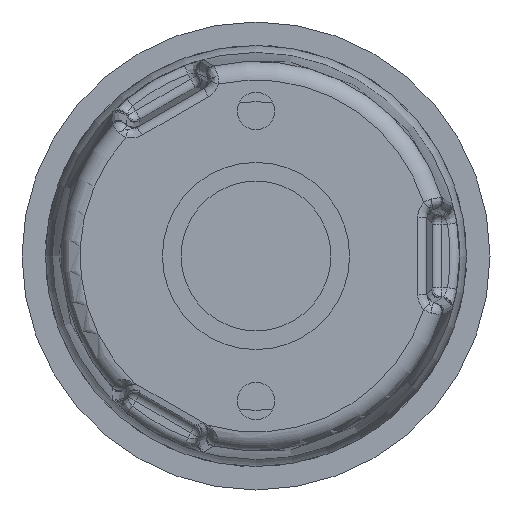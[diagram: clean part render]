
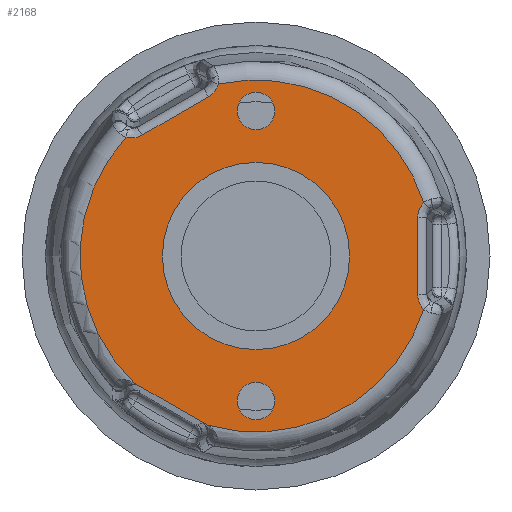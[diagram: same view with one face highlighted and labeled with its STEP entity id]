
A CAD part, front view. The second image highlights one B-rep face of the part: STEP entity #2168.
In plain terms, the highlighted planar face has unit normal (0, -1, 0).
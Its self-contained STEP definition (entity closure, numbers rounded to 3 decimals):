
#121=LINE('',#6166,#180);
#126=LINE('',#13433,#185);
#140=LINE('',#17692,#199);
#180=VECTOR('',#2543,8.233);
#185=VECTOR('',#2564,8.233);
#199=VECTOR('',#2644,9.056);
#242=B_SPLINE_CURVE_WITH_KNOTS('',3,(#6209,#6210,#6211,#6212,#6213,#6214,
#6215),.UNSPECIFIED.,.F.,.F.,(4,1,1,1,4),(0.,0.025,0.05,
0.1,0.175),.UNSPECIFIED.);
#247=B_SPLINE_CURVE_WITH_KNOTS('',3,(#10122,#10123,#10124,#10125,#10126,
#10127,#10128),.UNSPECIFIED.,.F.,.F.,(4,1,1,1,4),(0.,0.1,
0.125,0.15,0.175),.UNSPECIFIED.);
#258=B_SPLINE_CURVE_WITH_KNOTS('',3,(#13470,#13471,#13472,#13473,#13474,
#13475),.UNSPECIFIED.,.F.,.F.,(4,1,1,4),(0.,0.025,0.075,
0.175),.UNSPECIFIED.);
#263=B_SPLINE_CURVE_WITH_KNOTS('',3,(#17074,#17075,#17076,#17077,#17078,
#17079,#17080),.UNSPECIFIED.,.F.,.F.,(4,1,1,1,4),(0.,0.075,
0.125,0.15,0.175),.UNSPECIFIED.);
#387=PLANE('',#2384);
#427=FACE_BOUND('',#745,.T.);
#428=FACE_BOUND('',#746,.T.);
#429=FACE_BOUND('',#747,.T.);
#575=FACE_OUTER_BOUND('',#744,.T.);
#744=EDGE_LOOP('',(#1895,#1896,#1897,#1898,#1899,#1900,#1901,#1902,#1903,
#1904));
#745=EDGE_LOOP('',(#1905));
#746=EDGE_LOOP('',(#1906));
#747=EDGE_LOOP('',(#1907));
#844=CIRCLE('',#2232,10.);
#851=CIRCLE('',#2244,2.);
#853=CIRCLE('',#2247,2.);
#927=CIRCLE('',#2377,18.803);
#928=CIRCLE('',#2379,18.803);
#931=CIRCLE('',#2383,18.803);
#979=VERTEX_POINT('',#3095);
#986=VERTEX_POINT('',#3114);
#988=VERTEX_POINT('',#3119);
#989=VERTEX_POINT('',#5141);
#993=VERTEX_POINT('',#6159);
#996=VERTEX_POINT('',#6164);
#998=VERTEX_POINT('',#8972);
#1009=VERTEX_POINT('',#12366);
#1013=VERTEX_POINT('',#13426);
#1016=VERTEX_POINT('',#13431);
#1018=VERTEX_POINT('',#16012);
#1057=VERTEX_POINT('',#17686);
#1058=VERTEX_POINT('',#17691);
#1169=EDGE_CURVE('',#979,#979,#844,.T.);
#1176=EDGE_CURVE('',#986,#986,#851,.T.);
#1178=EDGE_CURVE('',#988,#988,#853,.T.);
#1186=EDGE_CURVE('',#996,#993,#121,.T.);
#1188=EDGE_CURVE('',#989,#996,#242,.T.);
#1194=EDGE_CURVE('',#993,#998,#247,.T.);
#1213=EDGE_CURVE('',#1016,#1013,#126,.T.);
#1215=EDGE_CURVE('',#1009,#1016,#258,.T.);
#1221=EDGE_CURVE('',#1013,#1018,#263,.T.);
#1282=EDGE_CURVE('',#1058,#1057,#140,.T.);
#1401=EDGE_CURVE('',#1018,#989,#927,.T.);
#1402=EDGE_CURVE('',#998,#1057,#928,.T.);
#1405=EDGE_CURVE('',#1058,#1009,#931,.T.);
#1895=ORIENTED_EDGE('',*,*,#1188,.F.);
#1896=ORIENTED_EDGE('',*,*,#1401,.F.);
#1897=ORIENTED_EDGE('',*,*,#1221,.F.);
#1898=ORIENTED_EDGE('',*,*,#1213,.F.);
#1899=ORIENTED_EDGE('',*,*,#1215,.F.);
#1900=ORIENTED_EDGE('',*,*,#1405,.F.);
#1901=ORIENTED_EDGE('',*,*,#1282,.T.);
#1902=ORIENTED_EDGE('',*,*,#1402,.F.);
#1903=ORIENTED_EDGE('',*,*,#1194,.F.);
#1904=ORIENTED_EDGE('',*,*,#1186,.F.);
#1905=ORIENTED_EDGE('',*,*,#1169,.F.);
#1906=ORIENTED_EDGE('',*,*,#1176,.T.);
#1907=ORIENTED_EDGE('',*,*,#1178,.T.);
#2168=ADVANCED_FACE('',(#575,#427,#428,#429),#387,.T.);
#2232=AXIS2_PLACEMENT_3D('',#3096,#2502,#2503);
#2244=AXIS2_PLACEMENT_3D('',#3115,#2526,#2527);
#2247=AXIS2_PLACEMENT_3D('',#3120,#2532,#2533);
#2377=AXIS2_PLACEMENT_3D('',#18444,#2851,#2852);
#2379=AXIS2_PLACEMENT_3D('',#18446,#2855,#2856);
#2383=AXIS2_PLACEMENT_3D('',#18450,#2863,#2864);
#2384=AXIS2_PLACEMENT_3D('',#18451,#2865,#2866);
#2502=DIRECTION('center_axis',(0.,-1.,0.));
#2503=DIRECTION('ref_axis',(1.,0.,0.));
#2526=DIRECTION('center_axis',(0.,1.,0.));
#2527=DIRECTION('ref_axis',(1.,0.,0.));
#2532=DIRECTION('center_axis',(0.,1.,0.));
#2533=DIRECTION('ref_axis',(1.,0.,0.));
#2543=DIRECTION('',(0.,0.,-1.));
#2564=DIRECTION('',(0.866,0.,0.5));
#2644=DIRECTION('',(0.866,0.,-0.5));
#2851=DIRECTION('center_axis',(0.,1.,0.));
#2852=DIRECTION('ref_axis',(-1.,0.,0.));
#2855=DIRECTION('center_axis',(0.,1.,0.));
#2856=DIRECTION('ref_axis',(-1.,0.,0.));
#2863=DIRECTION('center_axis',(0.,1.,0.));
#2864=DIRECTION('ref_axis',(-1.,0.,0.));
#2865=DIRECTION('center_axis',(0.,-1.,0.));
#2866=DIRECTION('ref_axis',(0.,0.,-1.));
#3095=CARTESIAN_POINT('',(10.,0.,0.));
#3096=CARTESIAN_POINT('Origin',(0.,0.,0.));
#3114=CARTESIAN_POINT('',(2.,0.,15.5));
#3115=CARTESIAN_POINT('Origin',(0.,0.,15.5));
#3119=CARTESIAN_POINT('',(2.,0.,-15.5));
#3120=CARTESIAN_POINT('Origin',(0.,0.,-15.5));
#5141=CARTESIAN_POINT('',(17.919,0.,5.698));
#6159=CARTESIAN_POINT('',(17.267,0.,-4.117));
#6164=CARTESIAN_POINT('',(17.267,0.,4.117));
#6166=CARTESIAN_POINT('',(17.267,0.,2.5));
#6209=CARTESIAN_POINT('Ctrl Pts',(17.919,0.,
5.698));
#6210=CARTESIAN_POINT('Ctrl Pts',(17.864,0.,
5.636));
#6211=CARTESIAN_POINT('Ctrl Pts',(17.757,0.,
5.508));
#6212=CARTESIAN_POINT('Ctrl Pts',(17.565,0.,
5.234));
#6213=CARTESIAN_POINT('Ctrl Pts',(17.342,0.,
4.783));
#6214=CARTESIAN_POINT('Ctrl Pts',(17.267,0.,
4.367));
#6215=CARTESIAN_POINT('Ctrl Pts',(17.267,0.,
4.117));
#8972=CARTESIAN_POINT('',(17.919,0.,-5.698));
#10122=CARTESIAN_POINT('Ctrl Pts',(17.267,0.,
-4.117));
#10123=CARTESIAN_POINT('Ctrl Pts',(17.267,0.,
-4.45));
#10124=CARTESIAN_POINT('Ctrl Pts',(17.368,0.,
-4.866));
#10125=CARTESIAN_POINT('Ctrl Pts',(17.613,0.,
-5.303));
#10126=CARTESIAN_POINT('Ctrl Pts',(17.757,0.,
-5.508));
#10127=CARTESIAN_POINT('Ctrl Pts',(17.864,0.,
-5.636));
#10128=CARTESIAN_POINT('Ctrl Pts',(17.919,0.,
-5.698));
#12366=CARTESIAN_POINT('',(-13.894,0.,12.669));
#13426=CARTESIAN_POINT('',(-5.069,0.,17.012));
#13431=CARTESIAN_POINT('',(-12.199,0.,12.896));
#13433=CARTESIAN_POINT('',(-10.799,0.,13.704));
#13470=CARTESIAN_POINT('Ctrl Pts',(-13.894,0.,
12.669));
#13471=CARTESIAN_POINT('Ctrl Pts',(-13.813,0.,
12.653));
#13472=CARTESIAN_POINT('Ctrl Pts',(-13.566,0.,
12.609));
#13473=CARTESIAN_POINT('Ctrl Pts',(-12.98,0.,
12.584));
#13474=CARTESIAN_POINT('Ctrl Pts',(-12.487,0.,
12.729));
#13475=CARTESIAN_POINT('Ctrl Pts',(-12.199,0.,
12.896));
#16012=CARTESIAN_POINT('',(-4.025,0.,18.367));
#17074=CARTESIAN_POINT('Ctrl Pts',(-5.069,0.,
17.012));
#17075=CARTESIAN_POINT('Ctrl Pts',(-4.852,0.,
17.137));
#17076=CARTESIAN_POINT('Ctrl Pts',(-4.529,0.,
17.41));
#17077=CARTESIAN_POINT('Ctrl Pts',(-4.249,0.,
17.829));
#17078=CARTESIAN_POINT('Ctrl Pts',(-4.108,0.,
18.132));
#17079=CARTESIAN_POINT('Ctrl Pts',(-4.051,0.,
18.288));
#17080=CARTESIAN_POINT('Ctrl Pts',(-4.025,0.,
18.367));
#17686=CARTESIAN_POINT('',(-5.204,0.,-18.069));
#17691=CARTESIAN_POINT('',(-13.046,0.,-13.541));
#17692=CARTESIAN_POINT('',(-6.96,0.,-17.055));
#18444=CARTESIAN_POINT('Origin',(0.,0.,0.));
#18446=CARTESIAN_POINT('Origin',(0.,0.,0.));
#18450=CARTESIAN_POINT('Origin',(0.,0.,0.));
#18451=CARTESIAN_POINT('Origin',(0.,0.,0.));
